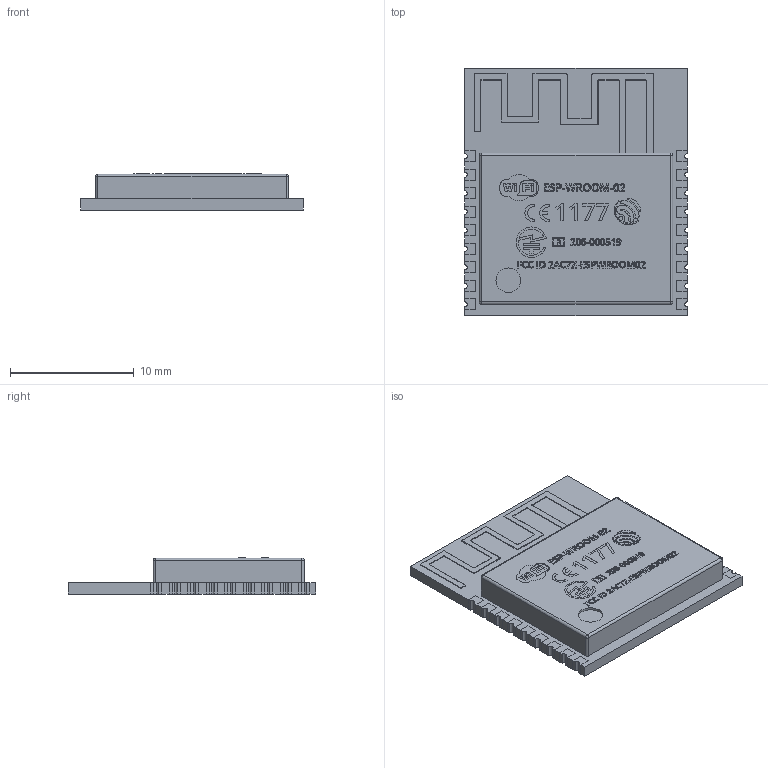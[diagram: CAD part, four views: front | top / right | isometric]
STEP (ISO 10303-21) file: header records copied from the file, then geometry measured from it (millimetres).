
FILE_DESCRIPTION(('FreeCAD Model'),'2;1');
FILE_NAME('ESP-WROOM-02_MODULE.step','2017-12-08T00:17:57',( 'kicad StepUp'),('ksu MCAD'),'Open CASCADE STEP processor 7.1', 'FreeCAD','Unknown');
FILE_SCHEMA(('AUTOMOTIVE_DESIGN { 1 0 10303 214 1 1 1 1 }'));
Length unit declared in the file: millimetre
Products named in the file (1): ESP-WROOM-02_MODULE
Bounding box: 18 x 20 x 2.92 mm (x, y, z)
Volume: 417.8 mm3; surface area: 1365.6 mm2
Topology: 59 solids, 59 shells, 1365 faces, 3647 edges, 2402 vertices
Faces by surface type: extrusion 683, plane 548, cylinder 98, torus 28, sphere 8
Full cylindrical faces by diameter (mm): 2 x1
Entity records: 52697 total; most frequent: CARTESIAN_POINT 11650, ORIENTED_EDGE 7278, DIRECTION 4542, EDGE_CURVE 3639, VECTOR 2728, VERTEX_POINT 2402, LINE 2045, B_SPLINE_CURVE_WITH_KNOTS 2014
